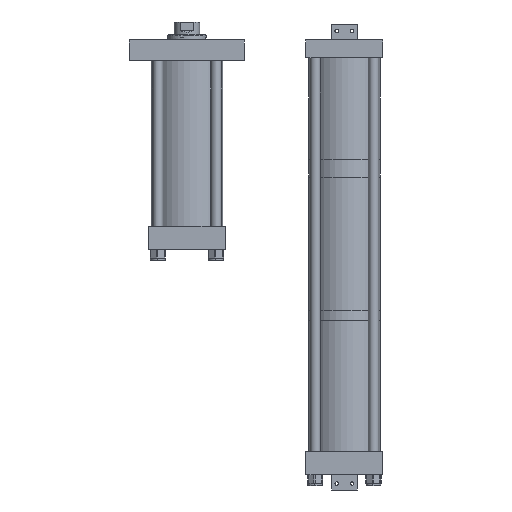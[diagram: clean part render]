
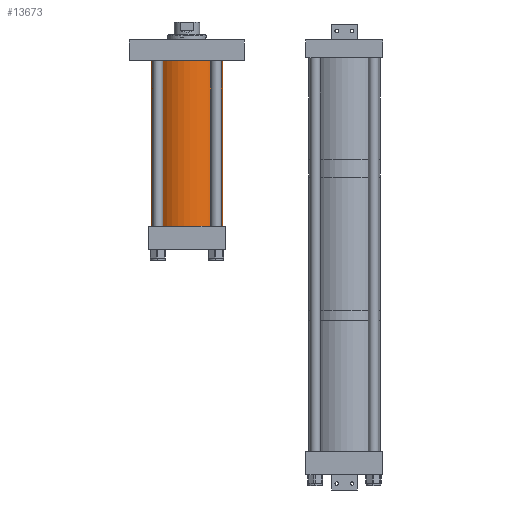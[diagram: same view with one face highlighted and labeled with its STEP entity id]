
A CAD part, front view. The second image highlights one B-rep face of the part: STEP entity #13673.
In plain terms, the highlighted cylindrical face has radius 88.9 mm (diameter 177.8 mm), a partial arc.
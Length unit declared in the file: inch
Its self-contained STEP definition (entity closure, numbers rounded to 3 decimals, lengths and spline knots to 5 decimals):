
#14 = EDGE_CURVE ( 'NONE', #11758, #13812, #490, .T. ) ;
#490 = LINE ( 'NONE', #10841, #1881 ) ;
#897 = VERTEX_POINT ( 'NONE', #8178 ) ;
#1706 = DIRECTION ( 'NONE',  ( 0., 0., 1. ) ) ;
#1763 = AXIS2_PLACEMENT_3D ( 'NONE', #13205, #7955, #4355 ) ;
#1881 = VECTOR ( 'NONE', #4563, 39.37008 ) ;
#2351 = VECTOR ( 'NONE', #8524, 39.37008 ) ;
#3229 = DIRECTION ( 'NONE',  ( -1., 0., 0. ) ) ;
#3378 = AXIS2_PLACEMENT_3D ( 'NONE', #9338, #5671, #3229 ) ;
#4074 = EDGE_LOOP ( 'NONE', ( #15452, #8216, #13019, #11454 ) ) ;
#4355 = DIRECTION ( 'NONE',  ( 1., 0., 0. ) ) ;
#4563 = DIRECTION ( 'NONE',  ( 0., 0., -1. ) ) ;
#4763 = LINE ( 'NONE', #16299, #2351 ) ;
#4868 = EDGE_CURVE ( 'NONE', #13812, #897, #5172, .T. ) ;
#5172 = CIRCLE ( 'NONE', #1763, 3.5 ) ;
#5571 = EDGE_CURVE ( 'NONE', #6315, #897, #4763, .T. ) ;
#5671 = DIRECTION ( 'NONE',  ( 0., 0., -1. ) ) ;
#6315 = VERTEX_POINT ( 'NONE', #10314 ) ;
#7917 = CARTESIAN_POINT ( 'NONE',  ( -3.5, 0., 0. ) ) ;
#7955 = DIRECTION ( 'NONE',  ( 0., 0., 1. ) ) ;
#8089 = CARTESIAN_POINT ( 'NONE',  ( 0., 0., 16.188 ) ) ;
#8178 = CARTESIAN_POINT ( 'NONE',  ( 3.5, 0., 0. ) ) ;
#8216 = ORIENTED_EDGE ( 'NONE', *, *, #9356, .F. ) ;
#8524 = DIRECTION ( 'NONE',  ( 0., 0., -1. ) ) ;
#9283 = AXIS2_PLACEMENT_3D ( 'NONE', #8089, #1706, #10589 ) ;
#9338 = CARTESIAN_POINT ( 'NONE',  ( 0., 0., 16.188 ) ) ;
#9356 = EDGE_CURVE ( 'NONE', #11758, #6315, #11219, .T. ) ;
#10314 = CARTESIAN_POINT ( 'NONE',  ( 3.5, 0., 16.188 ) ) ;
#10589 = DIRECTION ( 'NONE',  ( 1., 0., 0. ) ) ;
#10841 = CARTESIAN_POINT ( 'NONE',  ( -3.5, 0., 16.188 ) ) ;
#11219 = CIRCLE ( 'NONE', #9283, 3.5 ) ;
#11454 = ORIENTED_EDGE ( 'NONE', *, *, #4868, .T. ) ;
#11758 = VERTEX_POINT ( 'NONE', #12040 ) ;
#12040 = CARTESIAN_POINT ( 'NONE',  ( -3.5, 0., 16.188 ) ) ;
#13019 = ORIENTED_EDGE ( 'NONE', *, *, #14, .T. ) ;
#13205 = CARTESIAN_POINT ( 'NONE',  ( 0., 0., 0. ) ) ;
#13673 = ADVANCED_FACE ( 'NONE', ( #16069 ), #16473, .T. ) ;
#13812 = VERTEX_POINT ( 'NONE', #7917 ) ;
#15452 = ORIENTED_EDGE ( 'NONE', *, *, #5571, .F. ) ;
#16069 = FACE_OUTER_BOUND ( 'NONE', #4074, .T. ) ;
#16299 = CARTESIAN_POINT ( 'NONE',  ( 3.5, 0., 16.188 ) ) ;
#16473 = CYLINDRICAL_SURFACE ( 'NONE', #3378, 3.5 ) ;
